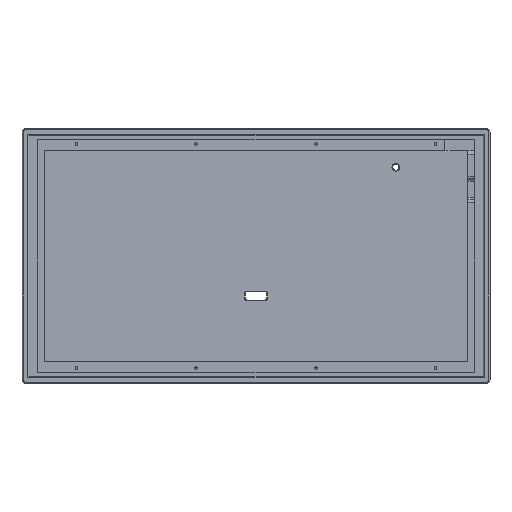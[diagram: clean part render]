
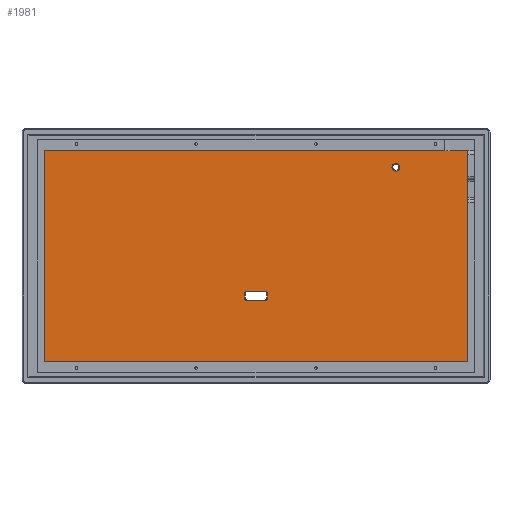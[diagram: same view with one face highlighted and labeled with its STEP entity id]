
A CAD part, top view. The second image highlights one B-rep face of the part: STEP entity #1981.
In plain terms, the highlighted planar face has unit normal (0, 0, 1).
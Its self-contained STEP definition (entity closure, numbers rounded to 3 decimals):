
#74=FACE_BOUND('',#338,.T.);
#75=FACE_BOUND('',#339,.T.);
#120=CIRCLE('',#2160,1.7);
#122=CIRCLE('',#2163,1.1);
#123=CIRCLE('',#2164,1.1);
#124=CIRCLE('',#2165,1.1);
#125=CIRCLE('',#2166,1.1);
#208=FACE_OUTER_BOUND('',#337,.T.);
#337=EDGE_LOOP('',(#1505,#1506,#1507,#1508));
#338=EDGE_LOOP('',(#1509,#1510,#1511,#1512,#1513,#1514,#1515,#1516));
#339=EDGE_LOOP('',(#1517));
#431=LINE('',#2931,#629);
#508=LINE('',#3169,#706);
#509=LINE('',#3171,#707);
#510=LINE('',#3172,#708);
#511=LINE('',#3175,#709);
#512=LINE('',#3179,#710);
#513=LINE('',#3183,#711);
#514=LINE('',#3187,#712);
#629=VECTOR('',#2306,10.);
#706=VECTOR('',#2537,10.);
#707=VECTOR('',#2538,10.);
#708=VECTOR('',#2539,10.);
#709=VECTOR('',#2540,10.);
#710=VECTOR('',#2543,10.);
#711=VECTOR('',#2546,10.);
#712=VECTOR('',#2549,10.);
#826=VERTEX_POINT('',#2928);
#827=VERTEX_POINT('',#2930);
#909=VERTEX_POINT('',#3162);
#911=VERTEX_POINT('',#3168);
#912=VERTEX_POINT('',#3170);
#913=VERTEX_POINT('',#3173);
#914=VERTEX_POINT('',#3174);
#915=VERTEX_POINT('',#3176);
#916=VERTEX_POINT('',#3178);
#917=VERTEX_POINT('',#3180);
#918=VERTEX_POINT('',#3182);
#919=VERTEX_POINT('',#3184);
#920=VERTEX_POINT('',#3186);
#1010=EDGE_CURVE('',#827,#826,#431,.T.);
#1126=EDGE_CURVE('',#909,#909,#120,.T.);
#1129=EDGE_CURVE('',#911,#827,#508,.T.);
#1130=EDGE_CURVE('',#826,#912,#509,.T.);
#1131=EDGE_CURVE('',#912,#911,#510,.T.);
#1132=EDGE_CURVE('',#913,#914,#511,.T.);
#1133=EDGE_CURVE('',#915,#913,#122,.T.);
#1134=EDGE_CURVE('',#916,#915,#512,.T.);
#1135=EDGE_CURVE('',#917,#916,#123,.T.);
#1136=EDGE_CURVE('',#918,#917,#513,.T.);
#1137=EDGE_CURVE('',#919,#918,#124,.T.);
#1138=EDGE_CURVE('',#920,#919,#514,.T.);
#1139=EDGE_CURVE('',#914,#920,#125,.T.);
#1505=ORIENTED_EDGE('',*,*,#1129,.T.);
#1506=ORIENTED_EDGE('',*,*,#1010,.T.);
#1507=ORIENTED_EDGE('',*,*,#1130,.T.);
#1508=ORIENTED_EDGE('',*,*,#1131,.T.);
#1509=ORIENTED_EDGE('',*,*,#1132,.F.);
#1510=ORIENTED_EDGE('',*,*,#1133,.F.);
#1511=ORIENTED_EDGE('',*,*,#1134,.F.);
#1512=ORIENTED_EDGE('',*,*,#1135,.F.);
#1513=ORIENTED_EDGE('',*,*,#1136,.F.);
#1514=ORIENTED_EDGE('',*,*,#1137,.F.);
#1515=ORIENTED_EDGE('',*,*,#1138,.F.);
#1516=ORIENTED_EDGE('',*,*,#1139,.F.);
#1517=ORIENTED_EDGE('',*,*,#1126,.F.);
#1896=PLANE('',#2162);
#1981=ADVANCED_FACE('',(#208,#74,#75),#1896,.T.);
#2160=AXIS2_PLACEMENT_3D('',#3163,#2530,#2531);
#2162=AXIS2_PLACEMENT_3D('',#3167,#2535,#2536);
#2163=AXIS2_PLACEMENT_3D('',#3177,#2541,#2542);
#2164=AXIS2_PLACEMENT_3D('',#3181,#2544,#2545);
#2165=AXIS2_PLACEMENT_3D('',#3185,#2547,#2548);
#2166=AXIS2_PLACEMENT_3D('',#3188,#2550,#2551);
#2306=DIRECTION('',(0.,1.,0.));
#2530=DIRECTION('center_axis',(0.,0.,1.));
#2531=DIRECTION('ref_axis',(-1.,0.,0.));
#2535=DIRECTION('center_axis',(0.,0.,1.));
#2536=DIRECTION('ref_axis',(1.,0.,0.));
#2537=DIRECTION('',(1.,0.,0.));
#2538=DIRECTION('',(-1.,0.,0.));
#2539=DIRECTION('',(0.,-1.,0.));
#2540=DIRECTION('',(1.,0.,0.));
#2541=DIRECTION('center_axis',(0.,0.,1.));
#2542=DIRECTION('ref_axis',(-1.,0.,0.));
#2543=DIRECTION('',(0.,-1.,0.));
#2544=DIRECTION('center_axis',(0.,0.,1.));
#2545=DIRECTION('ref_axis',(0.,1.,0.));
#2546=DIRECTION('',(-1.,0.,0.));
#2547=DIRECTION('center_axis',(0.,0.,1.));
#2548=DIRECTION('ref_axis',(1.,0.,0.));
#2549=DIRECTION('',(0.,1.,0.));
#2550=DIRECTION('center_axis',(0.,0.,1.));
#2551=DIRECTION('ref_axis',(0.,-1.,0.));
#2928=CARTESIAN_POINT('',(95.5,47.5,2.));
#2930=CARTESIAN_POINT('',(95.5,-47.5,2.));
#2931=CARTESIAN_POINT('',(95.5,-47.5,2.));
#3162=CARTESIAN_POINT('',(64.7,40.,2.));
#3163=CARTESIAN_POINT('Origin',(63.,40.,2.));
#3167=CARTESIAN_POINT('Origin',(0.,0.,
2.));
#3168=CARTESIAN_POINT('',(-95.5,-47.5,2.));
#3169=CARTESIAN_POINT('',(-95.5,-47.5,2.));
#3170=CARTESIAN_POINT('',(-95.5,47.5,2.));
#3171=CARTESIAN_POINT('',(95.5,47.5,2.));
#3172=CARTESIAN_POINT('',(-95.5,47.5,2.));
#3173=CARTESIAN_POINT('',(-4.,-20.2,2.));
#3174=CARTESIAN_POINT('',(4.,-20.2,2.));
#3175=CARTESIAN_POINT('',(2.,-20.2,2.));
#3176=CARTESIAN_POINT('',(-5.1,-19.1,2.));
#3177=CARTESIAN_POINT('Origin',(-4.,-19.1,2.));
#3178=CARTESIAN_POINT('',(-5.1,-16.9,2.));
#3179=CARTESIAN_POINT('',(-5.1,-9.55,2.));
#3180=CARTESIAN_POINT('',(-4.,-15.8,2.));
#3181=CARTESIAN_POINT('Origin',(-4.,-16.9,2.));
#3182=CARTESIAN_POINT('',(4.,-15.8,2.));
#3183=CARTESIAN_POINT('',(-2.,-15.8,2.));
#3184=CARTESIAN_POINT('',(5.1,-16.9,2.));
#3185=CARTESIAN_POINT('Origin',(4.,-16.9,2.));
#3186=CARTESIAN_POINT('',(5.1,-19.1,2.));
#3187=CARTESIAN_POINT('',(5.1,-8.45,2.));
#3188=CARTESIAN_POINT('Origin',(4.,-19.1,2.));
